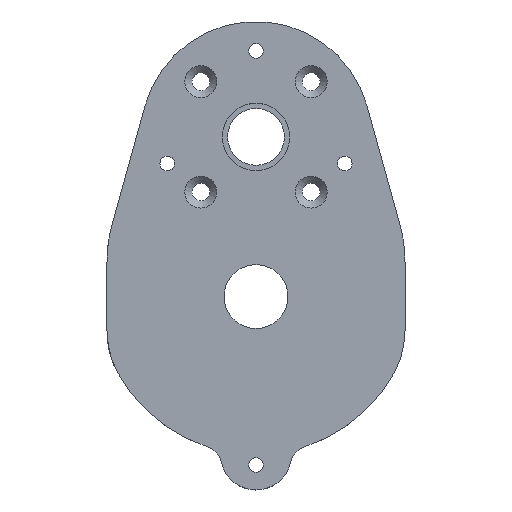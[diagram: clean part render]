
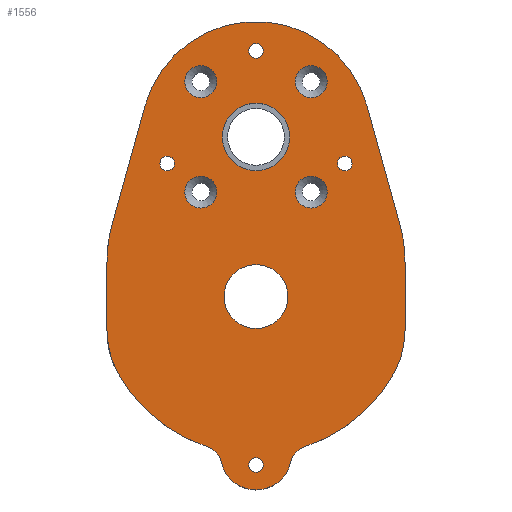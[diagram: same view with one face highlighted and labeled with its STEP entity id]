
A CAD part, top view. The second image highlights one B-rep face of the part: STEP entity #1556.
In plain terms, the highlighted planar face has unit normal (0, 0, 1).
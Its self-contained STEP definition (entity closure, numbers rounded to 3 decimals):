
#42=LINE('',#2361,#157);
#65=LINE('',#2467,#180);
#72=LINE('',#2557,#187);
#139=LINE('',#2785,#254);
#157=VECTOR('',#1800,10.);
#180=VECTOR('',#1889,10.);
#187=VECTOR('',#1922,10.);
#254=VECTOR('',#2187,10.);
#326=FACE_BOUND('',#496,.T.);
#327=FACE_BOUND('',#497,.T.);
#328=FACE_BOUND('',#498,.T.);
#329=FACE_BOUND('',#499,.T.);
#330=FACE_BOUND('',#500,.T.);
#331=FACE_BOUND('',#501,.T.);
#332=FACE_BOUND('',#502,.T.);
#333=FACE_BOUND('',#503,.T.);
#334=FACE_BOUND('',#504,.T.);
#335=FACE_BOUND('',#505,.T.);
#402=FACE_OUTER_BOUND('',#495,.T.);
#495=EDGE_LOOP('',(#1388,#1389,#1390,#1391,#1392,#1393,#1394,#1395,#1396,
#1397,#1398,#1399,#1400,#1401));
#496=EDGE_LOOP('',(#1402));
#497=EDGE_LOOP('',(#1403));
#498=EDGE_LOOP('',(#1404));
#499=EDGE_LOOP('',(#1405));
#500=EDGE_LOOP('',(#1406));
#501=EDGE_LOOP('',(#1407));
#502=EDGE_LOOP('',(#1408));
#503=EDGE_LOOP('',(#1409));
#504=EDGE_LOOP('',(#1410));
#505=EDGE_LOOP('',(#1411));
#523=CIRCLE('',#1593,40.);
#553=CIRCLE('',#1626,40.);
#554=CIRCLE('',#1632,25.);
#555=CIRCLE('',#1634,44.5);
#556=CIRCLE('',#1639,25.);
#557=CIRCLE('',#1642,44.5);
#574=CIRCLE('',#1691,2.065);
#575=CIRCLE('',#1693,6.);
#576=CIRCLE('',#1695,10.);
#577=CIRCLE('',#1697,6.);
#580=CIRCLE('',#1701,2.065);
#583=CIRCLE('',#1705,2.065);
#586=CIRCLE('',#1709,2.065);
#587=CIRCLE('',#1711,9.5);
#600=CIRCLE('',#1730,32.5);
#603=CIRCLE('',#1734,9.);
#604=CIRCLE('',#1740,4.5);
#605=CIRCLE('',#1741,4.5);
#606=CIRCLE('',#1742,4.5);
#607=CIRCLE('',#1743,4.5);
#629=VERTEX_POINT('',#2347);
#630=VERTEX_POINT('',#2349);
#634=VERTEX_POINT('',#2359);
#682=VERTEX_POINT('',#2459);
#683=VERTEX_POINT('',#2460);
#684=VERTEX_POINT('',#2465);
#690=VERTEX_POINT('',#2506);
#691=VERTEX_POINT('',#2510);
#697=VERTEX_POINT('',#2551);
#698=VERTEX_POINT('',#2552);
#699=VERTEX_POINT('',#2559);
#732=VERTEX_POINT('',#2691);
#733=VERTEX_POINT('',#2695);
#734=VERTEX_POINT('',#2699);
#737=VERTEX_POINT('',#2709);
#740=VERTEX_POINT('',#2717);
#743=VERTEX_POINT('',#2725);
#744=VERTEX_POINT('',#2729);
#757=VERTEX_POINT('',#2766);
#760=VERTEX_POINT('',#2774);
#761=VERTEX_POINT('',#2786);
#762=VERTEX_POINT('',#2788);
#763=VERTEX_POINT('',#2790);
#764=VERTEX_POINT('',#2792);
#788=EDGE_CURVE('',#629,#630,#523,.T.);
#794=EDGE_CURVE('',#634,#629,#42,.T.);
#843=EDGE_CURVE('',#682,#683,#553,.T.);
#847=EDGE_CURVE('',#682,#684,#65,.T.);
#855=EDGE_CURVE('',#690,#684,#554,.T.);
#857=EDGE_CURVE('',#691,#690,#555,.T.);
#864=EDGE_CURVE('',#697,#698,#556,.T.);
#867=EDGE_CURVE('',#697,#630,#72,.T.);
#868=EDGE_CURVE('',#698,#699,#557,.T.);
#936=EDGE_CURVE('',#732,#732,#574,.T.);
#938=EDGE_CURVE('',#733,#691,#575,.T.);
#940=EDGE_CURVE('',#734,#733,#576,.T.);
#941=EDGE_CURVE('',#699,#734,#577,.T.);
#945=EDGE_CURVE('',#737,#737,#580,.T.);
#949=EDGE_CURVE('',#740,#740,#583,.T.);
#953=EDGE_CURVE('',#743,#743,#586,.T.);
#954=EDGE_CURVE('',#744,#744,#587,.T.);
#973=EDGE_CURVE('',#757,#634,#600,.T.);
#977=EDGE_CURVE('',#760,#760,#603,.T.);
#981=EDGE_CURVE('',#683,#757,#139,.T.);
#982=EDGE_CURVE('',#761,#761,#604,.T.);
#983=EDGE_CURVE('',#762,#762,#605,.T.);
#984=EDGE_CURVE('',#763,#763,#606,.T.);
#985=EDGE_CURVE('',#764,#764,#607,.T.);
#1388=ORIENTED_EDGE('',*,*,#788,.F.);
#1389=ORIENTED_EDGE('',*,*,#794,.F.);
#1390=ORIENTED_EDGE('',*,*,#973,.F.);
#1391=ORIENTED_EDGE('',*,*,#981,.F.);
#1392=ORIENTED_EDGE('',*,*,#843,.F.);
#1393=ORIENTED_EDGE('',*,*,#847,.T.);
#1394=ORIENTED_EDGE('',*,*,#855,.F.);
#1395=ORIENTED_EDGE('',*,*,#857,.F.);
#1396=ORIENTED_EDGE('',*,*,#938,.F.);
#1397=ORIENTED_EDGE('',*,*,#940,.F.);
#1398=ORIENTED_EDGE('',*,*,#941,.F.);
#1399=ORIENTED_EDGE('',*,*,#868,.F.);
#1400=ORIENTED_EDGE('',*,*,#864,.F.);
#1401=ORIENTED_EDGE('',*,*,#867,.T.);
#1402=ORIENTED_EDGE('',*,*,#936,.T.);
#1403=ORIENTED_EDGE('',*,*,#945,.T.);
#1404=ORIENTED_EDGE('',*,*,#949,.T.);
#1405=ORIENTED_EDGE('',*,*,#953,.T.);
#1406=ORIENTED_EDGE('',*,*,#954,.T.);
#1407=ORIENTED_EDGE('',*,*,#977,.T.);
#1408=ORIENTED_EDGE('',*,*,#982,.F.);
#1409=ORIENTED_EDGE('',*,*,#983,.F.);
#1410=ORIENTED_EDGE('',*,*,#984,.F.);
#1411=ORIENTED_EDGE('',*,*,#985,.F.);
#1488=PLANE('',#1739);
#1556=ADVANCED_FACE('',(#402,#326,#327,#328,#329,#330,#331,#332,#333,#334,
#335),#1488,.T.);
#1593=AXIS2_PLACEMENT_3D('',#2350,#1791,#1792);
#1626=AXIS2_PLACEMENT_3D('',#2461,#1882,#1883);
#1632=AXIS2_PLACEMENT_3D('',#2508,#1900,#1901);
#1634=AXIS2_PLACEMENT_3D('',#2512,#1905,#1906);
#1639=AXIS2_PLACEMENT_3D('',#2553,#1916,#1917);
#1642=AXIS2_PLACEMENT_3D('',#2560,#1925,#1926);
#1691=AXIS2_PLACEMENT_3D('',#2693,#2074,#2075);
#1693=AXIS2_PLACEMENT_3D('',#2697,#2079,#2080);
#1695=AXIS2_PLACEMENT_3D('',#2701,#2084,#2085);
#1697=AXIS2_PLACEMENT_3D('',#2703,#2088,#2089);
#1701=AXIS2_PLACEMENT_3D('',#2711,#2097,#2098);
#1705=AXIS2_PLACEMENT_3D('',#2719,#2106,#2107);
#1709=AXIS2_PLACEMENT_3D('',#2727,#2115,#2116);
#1711=AXIS2_PLACEMENT_3D('',#2730,#2119,#2120);
#1730=AXIS2_PLACEMENT_3D('',#2768,#2163,#2164);
#1734=AXIS2_PLACEMENT_3D('',#2776,#2172,#2173);
#1739=AXIS2_PLACEMENT_3D('',#2784,#2185,#2186);
#1740=AXIS2_PLACEMENT_3D('',#2787,#2188,#2189);
#1741=AXIS2_PLACEMENT_3D('',#2789,#2190,#2191);
#1742=AXIS2_PLACEMENT_3D('',#2791,#2192,#2193);
#1743=AXIS2_PLACEMENT_3D('',#2793,#2194,#2195);
#1791=DIRECTION('center_axis',(0.,0.,-1.));
#1792=DIRECTION('ref_axis',(0.991,0.135,0.));
#1800=DIRECTION('',(0.267,-0.964,0.));
#1882=DIRECTION('center_axis',(0.,0.,-1.));
#1883=DIRECTION('ref_axis',(-0.991,0.135,0.));
#1889=DIRECTION('',(0.,-1.,0.));
#1900=DIRECTION('center_axis',(0.,0.,-1.));
#1901=DIRECTION('ref_axis',(-0.967,-0.253,0.));
#1905=DIRECTION('center_axis',(0.,0.,-1.));
#1906=DIRECTION('ref_axis',(0.964,-0.267,0.));
#1916=DIRECTION('center_axis',(0.,0.,-1.));
#1917=DIRECTION('ref_axis',(0.967,-0.253,0.));
#1922=DIRECTION('',(0.,1.,0.));
#1925=DIRECTION('center_axis',(0.,0.,-1.));
#1926=DIRECTION('ref_axis',(0.964,-0.267,0.));
#2074=DIRECTION('center_axis',(0.,0.,-1.));
#2075=DIRECTION('ref_axis',(-1.,0.,0.));
#2079=DIRECTION('center_axis',(0.,0.,1.));
#2080=DIRECTION('ref_axis',(0.739,0.674,0.));
#2084=DIRECTION('center_axis',(0.,0.,-1.));
#2085=DIRECTION('ref_axis',(1.,0.,0.));
#2088=DIRECTION('center_axis',(0.,0.,1.));
#2089=DIRECTION('ref_axis',(-0.739,0.674,0.));
#2097=DIRECTION('center_axis',(0.,0.,-1.));
#2098=DIRECTION('ref_axis',(-1.,0.,0.));
#2106=DIRECTION('center_axis',(0.,0.,-1.));
#2107=DIRECTION('ref_axis',(-1.,0.,0.));
#2115=DIRECTION('center_axis',(0.,0.,-1.));
#2116=DIRECTION('ref_axis',(-1.,0.,0.));
#2119=DIRECTION('center_axis',(0.,0.,-1.));
#2120=DIRECTION('ref_axis',(-1.,0.,0.));
#2163=DIRECTION('center_axis',(0.,0.,-1.));
#2164=DIRECTION('ref_axis',(-0.964,-0.267,0.));
#2172=DIRECTION('center_axis',(0.,0.,-1.));
#2173=DIRECTION('ref_axis',(-1.,0.,0.));
#2185=DIRECTION('center_axis',(0.,0.,1.));
#2186=DIRECTION('ref_axis',(1.,0.,0.));
#2187=DIRECTION('',(0.267,0.964,0.));
#2188=DIRECTION('center_axis',(0.,0.,1.));
#2189=DIRECTION('ref_axis',(0.,-1.,0.));
#2190=DIRECTION('center_axis',(0.,0.,1.));
#2191=DIRECTION('ref_axis',(0.,1.,0.));
#2192=DIRECTION('center_axis',(0.,0.,1.));
#2193=DIRECTION('ref_axis',(-1.,0.,0.));
#2194=DIRECTION('center_axis',(0.,0.,1.));
#2195=DIRECTION('ref_axis',(1.,0.,0.));
#2347=CARTESIAN_POINT('',(40.552,20.313,4.5));
#2349=CARTESIAN_POINT('',(42.,9.647,4.5));
#2350=CARTESIAN_POINT('Origin',(2.,9.647,4.5));
#2359=CARTESIAN_POINT('',(31.323,53.667,4.5));
#2361=CARTESIAN_POINT('',(31.323,53.667,4.5));
#2459=CARTESIAN_POINT('',(-42.,9.647,4.5));
#2460=CARTESIAN_POINT('',(-40.552,20.313,4.5));
#2461=CARTESIAN_POINT('Origin',(-2.,9.647,4.5));
#2465=CARTESIAN_POINT('',(-42.,-9.552,4.5));
#2467=CARTESIAN_POINT('',(-42.,15.447,4.5));
#2506=CARTESIAN_POINT('',(-38.795,-21.799,4.5));
#2508=CARTESIAN_POINT('Origin',(-17.,-9.552,4.5));
#2510=CARTESIAN_POINT('',(-13.752,-42.322,4.5));
#2512=CARTESIAN_POINT('Origin',(0.,0.,4.5));
#2551=CARTESIAN_POINT('',(42.,-9.552,4.5));
#2552=CARTESIAN_POINT('',(38.795,-21.799,4.5));
#2553=CARTESIAN_POINT('Origin',(17.,-9.552,4.5));
#2557=CARTESIAN_POINT('',(42.,15.447,4.5));
#2559=CARTESIAN_POINT('',(13.752,-42.322,4.5));
#2560=CARTESIAN_POINT('Origin',(0.,0.,4.5));
#2691=CARTESIAN_POINT('',(2.065,-47.5,4.5));
#2693=CARTESIAN_POINT('Origin',(0.,-47.5,4.5));
#2695=CARTESIAN_POINT('',(-9.754,-46.705,4.5));
#2697=CARTESIAN_POINT('Origin',(-15.606,-48.028,4.5));
#2699=CARTESIAN_POINT('',(9.754,-46.705,4.5));
#2701=CARTESIAN_POINT('Origin',(0.,-44.5,4.5));
#2703=CARTESIAN_POINT('Origin',(15.606,-48.028,4.5));
#2709=CARTESIAN_POINT('',(-22.935,37.5,4.5));
#2711=CARTESIAN_POINT('Origin',(-25.,37.5,4.5));
#2717=CARTESIAN_POINT('',(27.065,37.5,4.5));
#2719=CARTESIAN_POINT('Origin',(25.,37.5,4.5));
#2725=CARTESIAN_POINT('',(2.065,69.25,4.5));
#2727=CARTESIAN_POINT('Origin',(0.,69.25,4.5));
#2729=CARTESIAN_POINT('',(9.5,45.,4.5));
#2730=CARTESIAN_POINT('Origin',(0.,45.,4.5));
#2766=CARTESIAN_POINT('',(-31.323,53.667,4.5));
#2768=CARTESIAN_POINT('Origin',(0.,45.,4.5));
#2774=CARTESIAN_POINT('',(9.,0.,4.5));
#2776=CARTESIAN_POINT('Origin',(0.,0.,4.5));
#2784=CARTESIAN_POINT('Origin',(0.,15.816,4.5));
#2785=CARTESIAN_POINT('',(-42.889,11.867,4.5));
#2786=CARTESIAN_POINT('',(-15.556,65.056,4.5));
#2787=CARTESIAN_POINT('Origin',(-15.556,60.556,4.5));
#2788=CARTESIAN_POINT('',(15.556,24.944,4.5));
#2789=CARTESIAN_POINT('Origin',(15.556,29.444,4.5));
#2790=CARTESIAN_POINT('',(20.056,60.556,4.5));
#2791=CARTESIAN_POINT('Origin',(15.556,60.556,4.5));
#2792=CARTESIAN_POINT('',(-20.056,29.444,4.5));
#2793=CARTESIAN_POINT('Origin',(-15.556,29.444,4.5));
